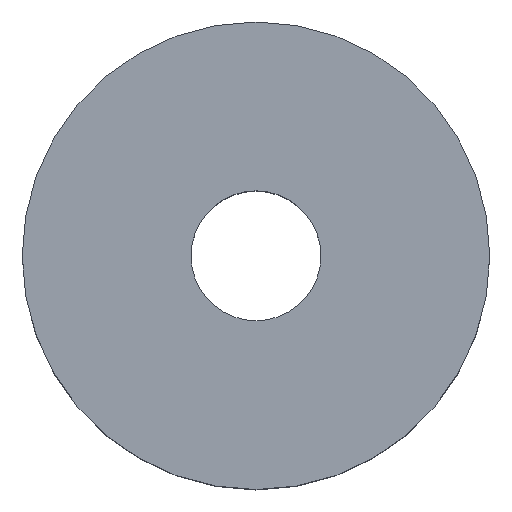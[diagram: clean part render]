
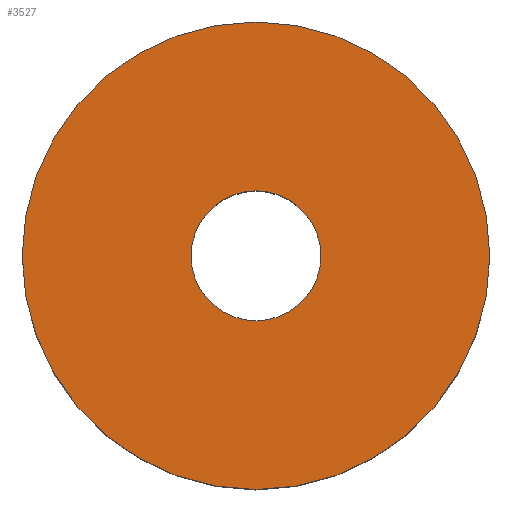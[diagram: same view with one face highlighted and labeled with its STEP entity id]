
A CAD part, top view. The second image highlights one B-rep face of the part: STEP entity #3527.
In plain terms, the highlighted planar face has unit normal (0, 0, 1).
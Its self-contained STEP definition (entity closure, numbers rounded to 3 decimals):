
#3358 = CYLINDRICAL_SURFACE('',#3359,2.5);
#3359 = AXIS2_PLACEMENT_3D('',#3360,#3361,#3362);
#3360 = CARTESIAN_POINT('',(0.,0.,-6.));
#3361 = DIRECTION('',(0.,0.,1.));
#3362 = DIRECTION('',(1.,0.,0.));
#3409 = CYLINDRICAL_SURFACE('',#3410,9.);
#3410 = AXIS2_PLACEMENT_3D('',#3411,#3412,#3413);
#3411 = CARTESIAN_POINT('',(0.,0.,8.3));
#3412 = DIRECTION('',(0.,0.,1.));
#3413 = DIRECTION('',(1.,0.,0.));
#3426 = EDGE_CURVE('',#3427,#3427,#3429,.T.);
#3427 = VERTEX_POINT('',#3428);
#3428 = CARTESIAN_POINT('',(2.5,0.,9.));
#3429 = SURFACE_CURVE('',#3430,(#3435,#3442),.PCURVE_S1.);
#3430 = CIRCLE('',#3431,2.5);
#3431 = AXIS2_PLACEMENT_3D('',#3432,#3433,#3434);
#3432 = CARTESIAN_POINT('',(0.,0.,9.));
#3433 = DIRECTION('',(0.,0.,1.));
#3434 = DIRECTION('',(1.,0.,0.));
#3435 = PCURVE('',#3358,#3436);
#3436 = DEFINITIONAL_REPRESENTATION('',(#3437),#3441);
#3437 = LINE('',#3438,#3439);
#3438 = CARTESIAN_POINT('',(0.,15.));
#3439 = VECTOR('',#3440,1.);
#3440 = DIRECTION('',(1.,0.));
#3441 = ( GEOMETRIC_REPRESENTATION_CONTEXT(2) 
PARAMETRIC_REPRESENTATION_CONTEXT() REPRESENTATION_CONTEXT('2D SPACE',''
  ) );
#3442 = PCURVE('',#3443,#3448);
#3443 = PLANE('',#3444);
#3444 = AXIS2_PLACEMENT_3D('',#3445,#3446,#3447);
#3445 = CARTESIAN_POINT('',(0.,0.,9.));
#3446 = DIRECTION('',(0.,0.,1.));
#3447 = DIRECTION('',(1.,0.,0.));
#3448 = DEFINITIONAL_REPRESENTATION('',(#3449),#3453);
#3449 = CIRCLE('',#3450,2.5);
#3450 = AXIS2_PLACEMENT_2D('',#3451,#3452);
#3451 = CARTESIAN_POINT('',(0.,0.));
#3452 = DIRECTION('',(1.,0.));
#3453 = ( GEOMETRIC_REPRESENTATION_CONTEXT(2) 
PARAMETRIC_REPRESENTATION_CONTEXT() REPRESENTATION_CONTEXT('2D SPACE',''
  ) );
#3482 = VERTEX_POINT('',#3483);
#3483 = CARTESIAN_POINT('',(9.,0.,9.));
#3504 = EDGE_CURVE('',#3482,#3482,#3505,.T.);
#3505 = SURFACE_CURVE('',#3506,(#3511,#3518),.PCURVE_S1.);
#3506 = CIRCLE('',#3507,9.);
#3507 = AXIS2_PLACEMENT_3D('',#3508,#3509,#3510);
#3508 = CARTESIAN_POINT('',(0.,0.,9.));
#3509 = DIRECTION('',(0.,0.,1.));
#3510 = DIRECTION('',(1.,0.,0.));
#3511 = PCURVE('',#3409,#3512);
#3512 = DEFINITIONAL_REPRESENTATION('',(#3513),#3517);
#3513 = LINE('',#3514,#3515);
#3514 = CARTESIAN_POINT('',(0.,0.7));
#3515 = VECTOR('',#3516,1.);
#3516 = DIRECTION('',(1.,0.));
#3517 = ( GEOMETRIC_REPRESENTATION_CONTEXT(2) 
PARAMETRIC_REPRESENTATION_CONTEXT() REPRESENTATION_CONTEXT('2D SPACE',''
  ) );
#3518 = PCURVE('',#3443,#3519);
#3519 = DEFINITIONAL_REPRESENTATION('',(#3520),#3524);
#3520 = CIRCLE('',#3521,9.);
#3521 = AXIS2_PLACEMENT_2D('',#3522,#3523);
#3522 = CARTESIAN_POINT('',(0.,0.));
#3523 = DIRECTION('',(1.,0.));
#3524 = ( GEOMETRIC_REPRESENTATION_CONTEXT(2) 
PARAMETRIC_REPRESENTATION_CONTEXT() REPRESENTATION_CONTEXT('2D SPACE',''
  ) );
#3527 = ADVANCED_FACE('',(#3528,#3531),#3443,.T.);
#3528 = FACE_BOUND('',#3529,.T.);
#3529 = EDGE_LOOP('',(#3530));
#3530 = ORIENTED_EDGE('',*,*,#3504,.T.);
#3531 = FACE_BOUND('',#3532,.T.);
#3532 = EDGE_LOOP('',(#3533));
#3533 = ORIENTED_EDGE('',*,*,#3426,.F.);
